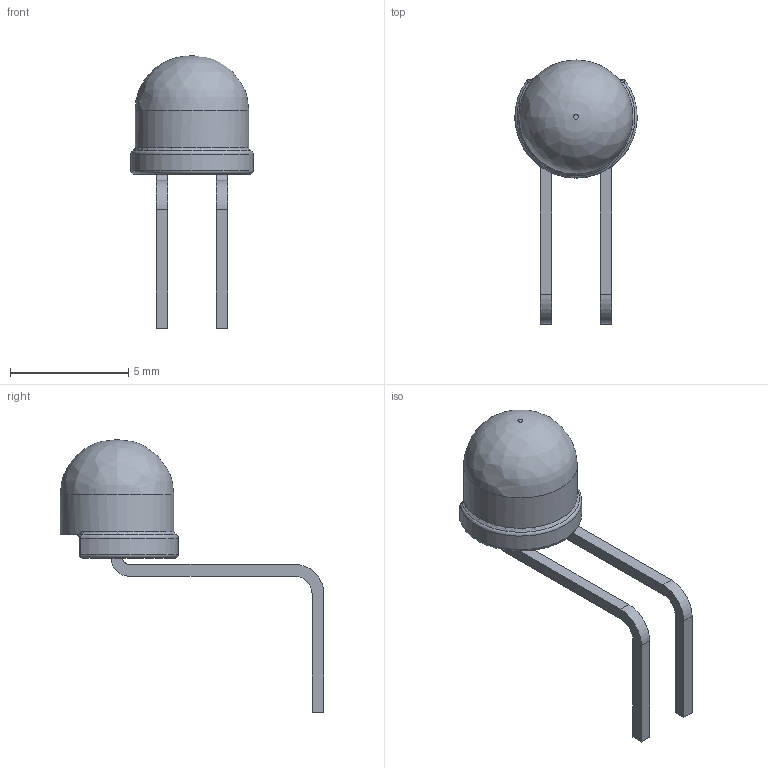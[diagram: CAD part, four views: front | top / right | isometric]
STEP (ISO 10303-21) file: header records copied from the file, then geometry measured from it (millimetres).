
FILE_DESCRIPTION(/* description */ (''),/* implementation_level */ '2;1');
FILE_NAME(/* name */ 'led 3mm.step',/* time_stamp */ '2022-09-30T16:55:18-04:00',/* author */ (''),/* organization */ (''),/* preprocessor_version */ 'ST-DEVELOPER v19',/* originating_system */ 'Autodesk Translation Framework v11.7.0.108',/* authorisation */ '');
FILE_SCHEMA (('AUTOMOTIVE_DESIGN { 1 0 10303 214 3 1 1 }'));
Length unit declared in the file: millimetre
Products named in the file (1): led 3mm
Bounding box: 5.18 x 11.15 x 11.51 mm (x, y, z)
Volume: 85.1 mm3; surface area: 159.4 mm2
Topology: 3 solids, 3 shells, 52 faces, 123 edges, 77 vertices
Faces by surface type: plane 24, cylinder 16, bspline 5, sphere 4, torus 3
Full cylindrical faces by diameter (mm): 4.81 x1
Entity records: 1652 total; most frequent: CARTESIAN_POINT 415, DIRECTION 247, ORIENTED_EDGE 246, EDGE_CURVE 123, AXIS2_PLACEMENT_3D 90, VERTEX_POINT 77, LINE 67, VECTOR 67
